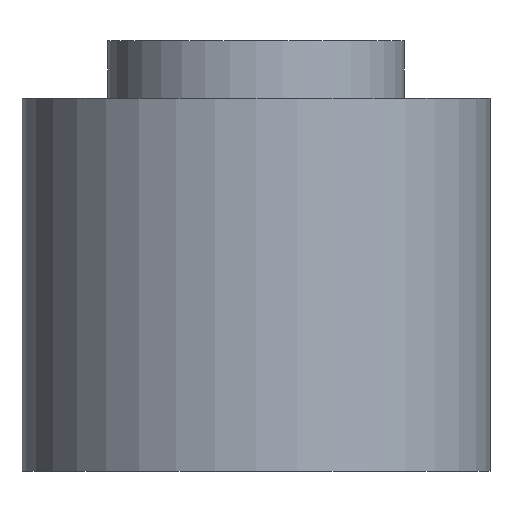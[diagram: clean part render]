
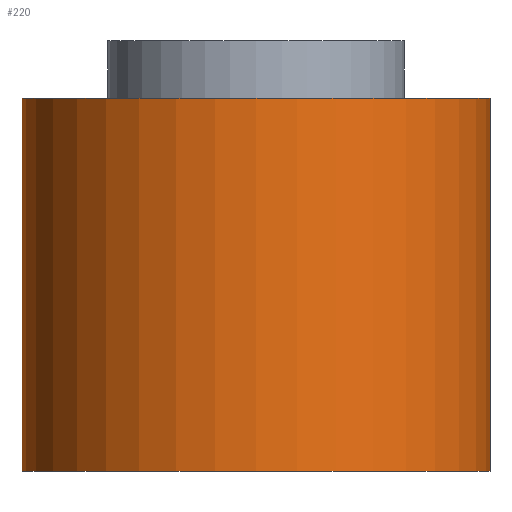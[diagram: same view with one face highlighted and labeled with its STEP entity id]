
A CAD part, front view. The second image highlights one B-rep face of the part: STEP entity #220.
In plain terms, the highlighted cylindrical face has radius 12.827 mm (diameter 25.654 mm), a partial arc.
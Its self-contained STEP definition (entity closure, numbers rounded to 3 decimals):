
#116=CARTESIAN_POINT('Vertex',(-12.827,-28.956,20.447)) ;
#119=CARTESIAN_POINT('Axis2P3D Location',(0.,-28.956,20.447)) ;
#123=CARTESIAN_POINT('Vertex',(12.827,-28.956,20.447)) ;
#151=CARTESIAN_POINT('Vertex',(12.827,-28.956,0.)) ;
#156=CARTESIAN_POINT('Axis2P3D Location',(0.,-28.956,0.)) ;
#160=CARTESIAN_POINT('Vertex',(-12.827,-28.956,0.)) ;
#187=CARTESIAN_POINT('Line Origine',(12.827,-28.956,10.224)) ;
#204=CARTESIAN_POINT('Axis2P3D Location',(0.,-28.956,10.224)) ;
#209=CARTESIAN_POINT('Line Origine',(-12.827,-28.956,10.224)) ;
#189=VECTOR('Line Direction',#188,1.) ;
#211=VECTOR('Line Direction',#210,1.) ;
#120=DIRECTION('Axis2P3D Direction',(0.,0.,1.)) ;
#157=DIRECTION('Axis2P3D Direction',(0.,0.,1.)) ;
#188=DIRECTION('Vector Direction',(0.,0.,1.)) ;
#205=DIRECTION('Axis2P3D Direction',(0.,0.,1.)) ;
#206=DIRECTION('Axis2P3D XDirection',(-1.,0.,0.)) ;
#210=DIRECTION('Vector Direction',(0.,0.,1.)) ;
#121=AXIS2_PLACEMENT_3D('Circle Axis2P3D',#119,#120,$) ;
#158=AXIS2_PLACEMENT_3D('Circle Axis2P3D',#156,#157,$) ;
#207=AXIS2_PLACEMENT_3D('Cylinder Axis2P3D',#204,#205,#206) ;
#190=LINE('Line',#187,#189) ;
#212=LINE('Line',#209,#211) ;
#122=CIRCLE('generated circle',#121,12.827) ;
#159=CIRCLE('generated circle',#158,12.827) ;
#208=CYLINDRICAL_SURFACE('generated cylinder',#207,12.827) ;
#125=EDGE_CURVE('',#117,#124,#122,.T.) ;
#162=EDGE_CURVE('',#161,#152,#159,.T.) ;
#191=EDGE_CURVE('',#152,#124,#190,.T.) ;
#213=EDGE_CURVE('',#161,#117,#212,.T.) ;
#215=ORIENTED_EDGE('',*,*,#213,.F.) ;
#216=ORIENTED_EDGE('',*,*,#162,.T.) ;
#217=ORIENTED_EDGE('',*,*,#191,.T.) ;
#218=ORIENTED_EDGE('',*,*,#125,.F.) ;
#214=EDGE_LOOP('',(#215,#216,#217,#218)) ;
#117=VERTEX_POINT('',#116) ;
#124=VERTEX_POINT('',#123) ;
#152=VERTEX_POINT('',#151) ;
#161=VERTEX_POINT('',#160) ;
#220=ADVANCED_FACE('PartBody',(#219),#208,.T.) ;
#219=FACE_OUTER_BOUND('',#214,.T.) ;
